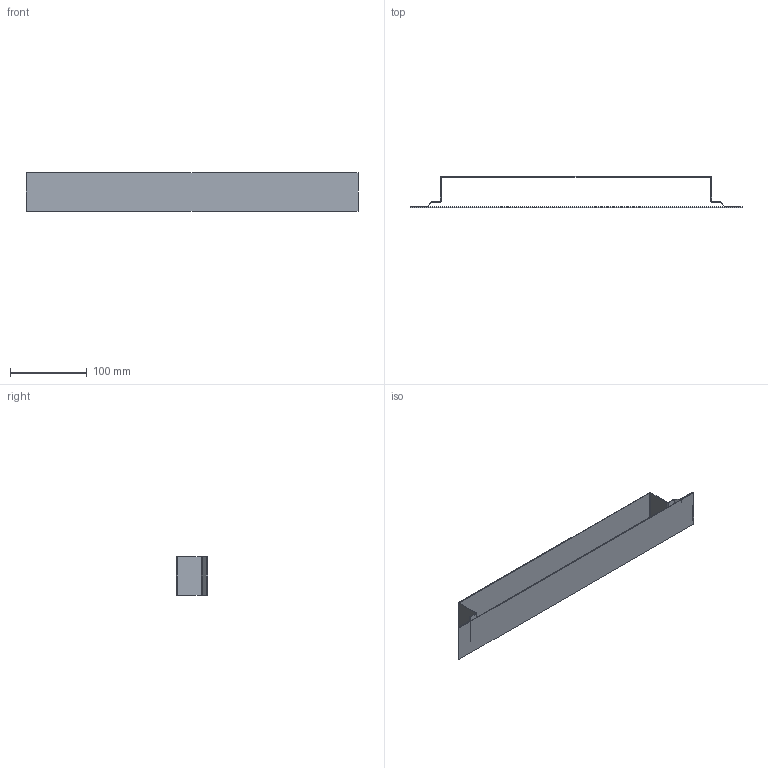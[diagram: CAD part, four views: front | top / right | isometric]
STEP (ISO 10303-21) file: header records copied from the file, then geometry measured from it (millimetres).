
FILE_DESCRIPTION (( 'STEP AP214' ), '1' );
FILE_NAME ('001397.stp', '2016-05-03T09:40:41', ( '' ), ( '' ), 'SwSTEP 2.0', 'SolidWorks 2014', '' );
FILE_SCHEMA (( 'AUTOMOTIVE_DESIGN' ));
Length unit declared in the file: millimetre
Products named in the file (3): 001385_7400974T1_OT_VL35038; 001396_39400294_UT_VL350_verdr…kt; 001397
Assembly tree (2 placements, depth 2):
  001397
    001396_39400294_UT_VL350_verdr…kt
    001385_7400974T1_OT_VL35038
Bounding box: 432 x 41 x 50 mm (x, y, z)
Volume: 46494.6 mm3; surface area: 95049.1 mm2
Topology: 2 solids, 2 shells, 76 faces, 152 edges, 80 vertices
Faces by surface type: plane 60, cylinder 16
Entity records: 1986 total; most frequent: DIRECTION 346, CARTESIAN_POINT 313, ORIENTED_EDGE 304, EDGE_CURVE 152, VECTOR 120, LINE 120, AXIS2_PLACEMENT_3D 113, VERTEX_POINT 80
